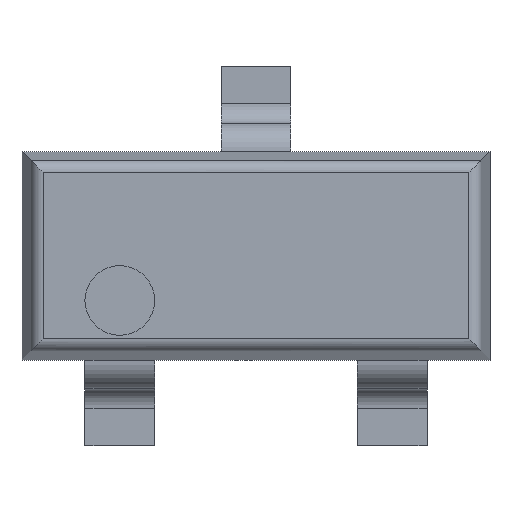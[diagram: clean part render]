
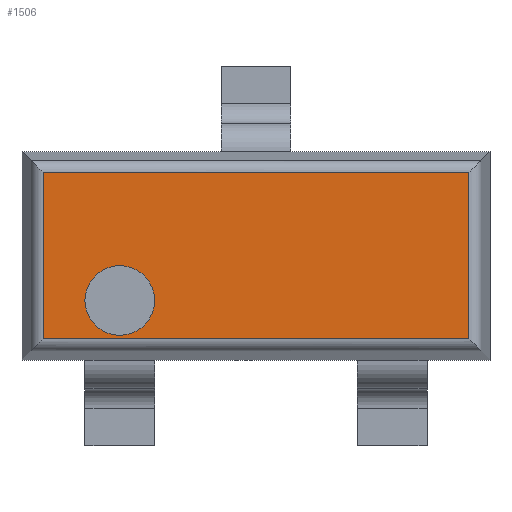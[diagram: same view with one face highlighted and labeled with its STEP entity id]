
A CAD part, top view. The second image highlights one B-rep face of the part: STEP entity #1506.
In plain terms, the highlighted planar face has unit normal (0, 0, 1).
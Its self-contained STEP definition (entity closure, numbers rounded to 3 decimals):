
#1447 = CARTESIAN_POINT ( 'NONE',  ( -0.85, -0.497, 1.11 ) ) ;
#1448 = VERTEX_POINT ( 'NONE', #1447 ) ;
#1449 = CARTESIAN_POINT ( 'NONE',  ( -0.85, -0.062, 1.11 ) ) ;
#1450 = VERTEX_POINT ( 'NONE', #1449 ) ;
#1451 = CARTESIAN_POINT ( 'NONE',  ( -0.85, -0.279, 1.11 ) ) ;
#1452 = DIRECTION ( 'NONE',  ( 0., 0., 1. ) ) ;
#1453 = DIRECTION ( 'NONE',  ( 0., -1., 0. ) ) ;
#1454 = AXIS2_PLACEMENT_3D ( 'NONE', #1451, #1452, #1453 ) ;
#1455 = CIRCLE ( 'NONE', #1454, 0.218) ;
#1456 = EDGE_CURVE ( 'NONE', #1448, #1450, #1455, .T. ) ;
#1457 = ORIENTED_EDGE ( 'NONE', *, *, #1456, .F. ) ;
#1458 = CARTESIAN_POINT ( 'NONE',  ( -0.85, -0.279, 1.11 ) ) ;
#1459 = DIRECTION ( 'NONE',  ( 0., 0., 1. ) ) ;
#1460 = DIRECTION ( 'NONE',  ( 0., -1., 0. ) ) ;
#1461 = AXIS2_PLACEMENT_3D ( 'NONE', #1458, #1459, #1460 ) ;
#1462 = CIRCLE ( 'NONE', #1461, 0.218) ;
#1463 = EDGE_CURVE ( 'NONE', #1450, #1448, #1462, .T. ) ;
#1464 = ORIENTED_EDGE ( 'NONE', *, *, #1463, .F. ) ;
#1465 = EDGE_LOOP ( 'NONE', ( #1457, #1464 ) ) ;
#1466 = FACE_BOUND ( 'NONE', #1465, .T. ) ;
#1467 = CARTESIAN_POINT ( 'NONE',  ( 1.328, -0.518, 1.11 ) ) ;
#1468 = VERTEX_POINT ( 'NONE', #1467 ) ;
#1469 = CARTESIAN_POINT ( 'NONE',  ( 1.328, 0.518, 1.11 ) ) ;
#1470 = VERTEX_POINT ( 'NONE', #1469 ) ;
#1471 = CARTESIAN_POINT ( 'NONE',  ( 1.328, 0.583, 1.11 ) ) ;
#1472 = DIRECTION ( 'NONE',  ( 0., 1., 0. ) ) ;
#1473 = VECTOR ( 'NONE', #1472, 1000. ) ;
#1474 = LINE ( 'NONE', #1471, #1473 ) ;
#1475 = EDGE_CURVE ( 'NONE', #1468, #1470, #1474, .T. ) ;
#1476 = ORIENTED_EDGE ( 'NONE', *, *, #1475, .T. ) ;
#1477 = CARTESIAN_POINT ( 'NONE',  ( -1.328, 0.518, 1.11 ) ) ;
#1478 = VERTEX_POINT ( 'NONE', #1477 ) ;
#1479 = CARTESIAN_POINT ( 'NONE',  ( -1.393, 0.518, 1.11 ) ) ;
#1480 = DIRECTION ( 'NONE',  ( -1., 0., 0. ) ) ;
#1481 = VECTOR ( 'NONE', #1480, 1000. ) ;
#1482 = LINE ( 'NONE', #1479, #1481 ) ;
#1483 = EDGE_CURVE ( 'NONE', #1470, #1478, #1482, .T. ) ;
#1484 = ORIENTED_EDGE ( 'NONE', *, *, #1483, .T. ) ;
#1485 = CARTESIAN_POINT ( 'NONE',  ( -1.328, -0.518, 1.11 ) ) ;
#1486 = VERTEX_POINT ( 'NONE', #1485 ) ;
#1487 = CARTESIAN_POINT ( 'NONE',  ( -1.328, -0.583, 1.11 ) ) ;
#1488 = DIRECTION ( 'NONE',  ( 0., -1., 0. ) ) ;
#1489 = VECTOR ( 'NONE', #1488, 1000. ) ;
#1490 = LINE ( 'NONE', #1487, #1489 ) ;
#1491 = EDGE_CURVE ( 'NONE', #1478, #1486, #1490, .T. ) ;
#1492 = ORIENTED_EDGE ( 'NONE', *, *, #1491, .T. ) ;
#1493 = CARTESIAN_POINT ( 'NONE',  ( 1.393, -0.518, 1.11 ) ) ;
#1494 = DIRECTION ( 'NONE',  ( 1., 0., 0. ) ) ;
#1495 = VECTOR ( 'NONE', #1494, 1000. ) ;
#1496 = LINE ( 'NONE', #1493, #1495 ) ;
#1497 = EDGE_CURVE ( 'NONE', #1486, #1468, #1496, .T. ) ;
#1498 = ORIENTED_EDGE ( 'NONE', *, *, #1497, .T. ) ;
#1499 = EDGE_LOOP ( 'NONE', ( #1476, #1484, #1492, #1498 ) ) ;
#1500 = FACE_OUTER_BOUND ( 'NONE', #1499, .T. ) ;
#1501 = CARTESIAN_POINT ( 'NONE',  ( 0.35, -0.038, 1.11 ) ) ;
#1502 = DIRECTION ( 'NONE',  ( 0., 0., -1. ) ) ;
#1503 = DIRECTION ( 'NONE',  ( 0., 1., 0. ) ) ;
#1504 = AXIS2_PLACEMENT_3D ( 'NONE', #1501, #1502, #1503 ) ;
#1505 = PLANE ( 'NONE', #1504 ) ;
#1506 = ADVANCED_FACE ( 'NONE', ( #1466, #1500 ), #1505, .F. ) ;
